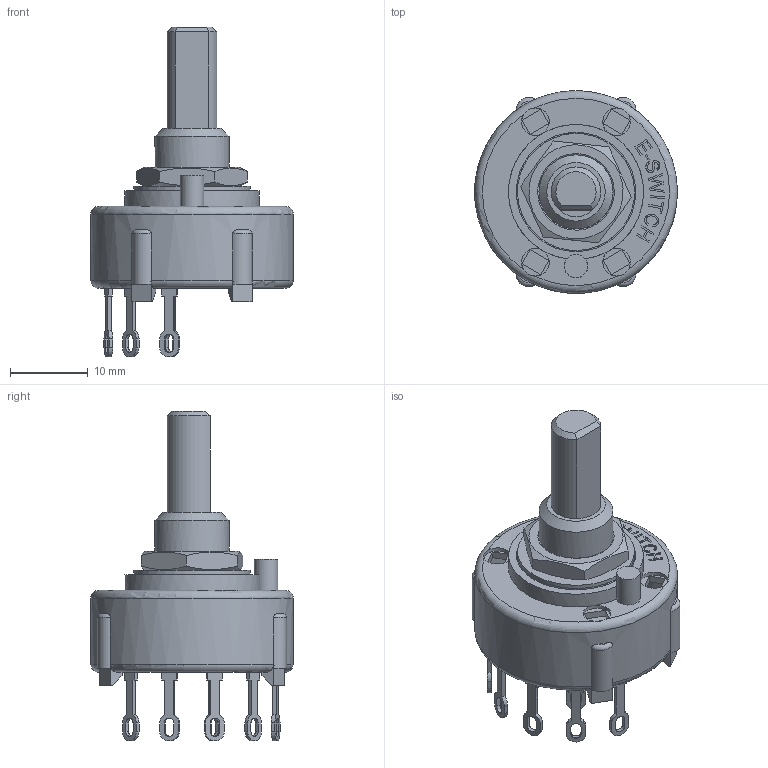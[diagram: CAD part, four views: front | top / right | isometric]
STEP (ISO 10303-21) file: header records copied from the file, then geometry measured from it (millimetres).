
FILE_DESCRIPTION(/* description */ (''),/* implementation_level */ '2;1');
FILE_NAME(/* name */ 'KC15A13.001xLx.stp',/* time_stamp */ '2026-01-20T13:49:41-06:00',/* author */ ('jmeyers'),/* organization */ (''),/* preprocessor_version */ 'ST-DEVELOPER v18.1',/* originating_system */ 'Autodesk Inventor 2022',/* authorisation */ '');
FILE_SCHEMA (('AUTOMOTIVE_DESIGN { 1 0 10303 214 3 1 1 }'));
Length unit declared in the file: inch
Products named in the file (1): Part65
Bounding box: 26 x 26 x 42.3 mm (x, y, z)
Volume: 3431.4 mm3; surface area: 4904.1 mm2
Topology: 2 solids, 3 shells, 745 faces, 2039 edges, 1318 vertices
Faces by surface type: plane 486, bspline 164, cylinder 76, torus 13, cone 6
Full cylindrical faces by diameter (mm): 3 x1, 3.55 x4, 9.5 x2, 10.25 x1, 10.312 x1, 15 x1, 15.3 x1, 24 x1, 26 x1
Entity records: 24610 total; most frequent: CARTESIAN_POINT 6595, ORIENTED_EDGE 4078, DIRECTION 3052, EDGE_CURVE 2039, LINE 1454, VECTOR 1454, VERTEX_POINT 1318, EDGE_LOOP 853
